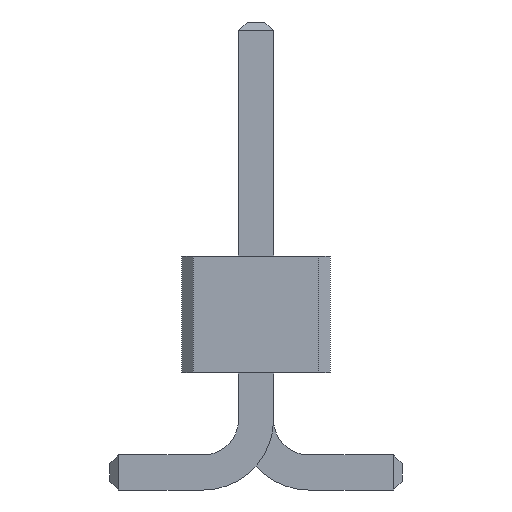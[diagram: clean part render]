
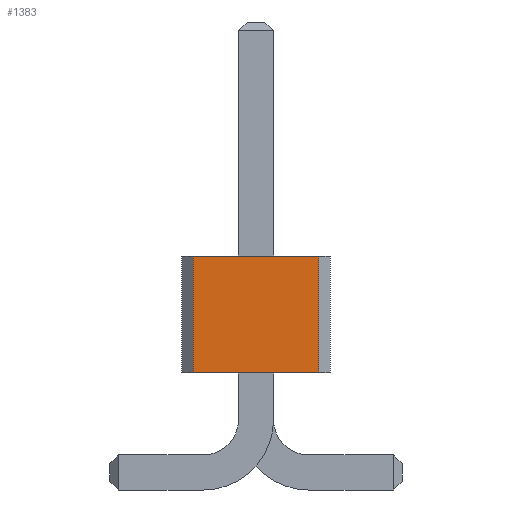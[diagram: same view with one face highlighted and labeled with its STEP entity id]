
A CAD part, front view. The second image highlights one B-rep face of the part: STEP entity #1383.
In plain terms, the highlighted planar face has unit normal (0, -1, 0).
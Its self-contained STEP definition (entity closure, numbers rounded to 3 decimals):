
#191 = VERTEX_POINT('',#192);
#192 = CARTESIAN_POINT('',(0.535,-2.5,1.));
#198 = EDGE_CURVE('',#199,#191,#201,.T.);
#199 = VERTEX_POINT('',#200);
#200 = CARTESIAN_POINT('',(-0.535,-2.5,1.));
#201 = LINE('',#202,#203);
#202 = CARTESIAN_POINT('',(-0.635,-2.5,1.));
#203 = VECTOR('',#204,1.);
#204 = DIRECTION('',(1.,0.,0.));
#641 = VERTEX_POINT('',#642);
#642 = CARTESIAN_POINT('',(-0.535,-2.5,2.));
#648 = EDGE_CURVE('',#641,#649,#651,.T.);
#649 = VERTEX_POINT('',#650);
#650 = CARTESIAN_POINT('',(0.535,-2.5,2.));
#651 = LINE('',#652,#653);
#652 = CARTESIAN_POINT('',(-0.635,-2.5,2.));
#653 = VECTOR('',#654,1.);
#654 = DIRECTION('',(1.,0.,0.));
#1373 = EDGE_CURVE('',#199,#641,#1374,.T.);
#1374 = LINE('',#1375,#1376);
#1375 = CARTESIAN_POINT('',(-0.535,-2.5,1.));
#1376 = VECTOR('',#1377,1.);
#1377 = DIRECTION('',(0.,0.,1.));
#1383 = ADVANCED_FACE('',(#1384),#1395,.F.);
#1384 = FACE_BOUND('',#1385,.F.);
#1385 = EDGE_LOOP('',(#1386,#1387,#1388,#1389));
#1386 = ORIENTED_EDGE('',*,*,#198,.F.);
#1387 = ORIENTED_EDGE('',*,*,#1373,.T.);
#1388 = ORIENTED_EDGE('',*,*,#648,.T.);
#1389 = ORIENTED_EDGE('',*,*,#1390,.F.);
#1390 = EDGE_CURVE('',#191,#649,#1391,.T.);
#1391 = LINE('',#1392,#1393);
#1392 = CARTESIAN_POINT('',(0.535,-2.5,1.));
#1393 = VECTOR('',#1394,1.);
#1394 = DIRECTION('',(0.,0.,1.));
#1395 = PLANE('',#1396);
#1396 = AXIS2_PLACEMENT_3D('',#1397,#1398,#1399);
#1397 = CARTESIAN_POINT('',(-0.635,-2.5,1.));
#1398 = DIRECTION('',(0.,1.,0.));
#1399 = DIRECTION('',(1.,0.,0.));
